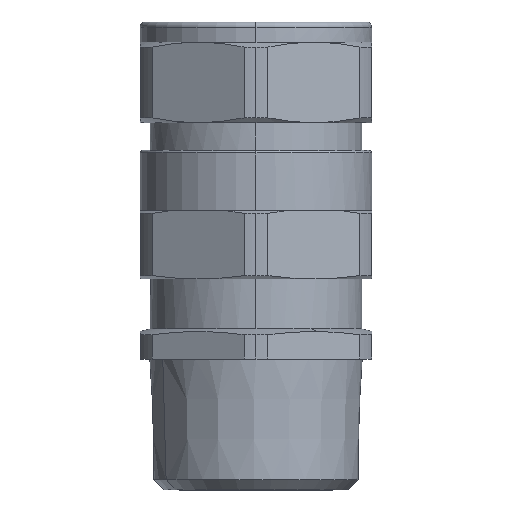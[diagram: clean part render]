
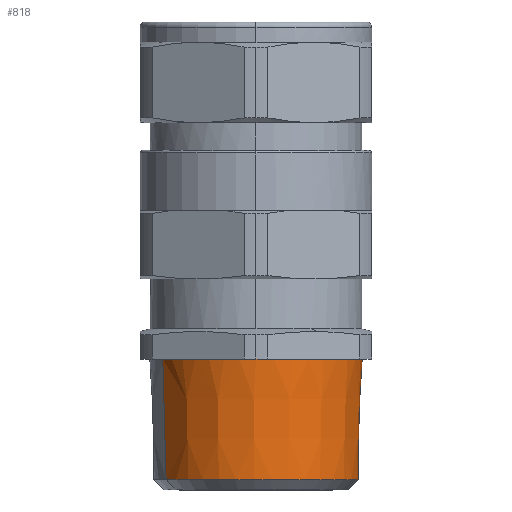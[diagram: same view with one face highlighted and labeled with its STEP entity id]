
A CAD part, front view. The second image highlights one B-rep face of the part: STEP entity #818.
In plain terms, the highlighted conical face has half-angle 1.78 degrees and reference radius 20.272 mm.
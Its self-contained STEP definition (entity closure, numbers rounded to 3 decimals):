
#588=AXIS2_PLACEMENT_3D('Circle Axis2P3D',#586,#587,$) ;
#595=AXIS2_PLACEMENT_3D('Circle Axis2P3D',#593,#594,$) ;
#804=AXIS2_PLACEMENT_3D('Cone Axis2P3D',#801,#802,#803) ;
#808=AXIS2_PLACEMENT_3D('Circle Axis2P3D',#806,#807,$) ;
#581=CARTESIAN_POINT('Vertex',(4.501,15.194,26.)) ;
#586=CARTESIAN_POINT('Axis2P3D Location',(23.,25.3,26.)) ;
#590=CARTESIAN_POINT('Vertex',(23.,4.22,26.)) ;
#593=CARTESIAN_POINT('Axis2P3D Location',(23.,25.3,26.)) ;
#597=CARTESIAN_POINT('Vertex',(41.499,35.406,26.)) ;
#766=CARTESIAN_POINT('Line Origine',(-13615.57,-7425.485,499432.573)) ;
#770=CARTESIAN_POINT('Vertex',(5.153,15.55,2.064)) ;
#773=CARTESIAN_POINT('Line Origine',(13661.57,7476.085,499432.573)) ;
#777=CARTESIAN_POINT('Vertex',(40.847,35.05,2.064)) ;
#801=CARTESIAN_POINT('Axis2P3D Location',(23.,25.3,0.)) ;
#806=CARTESIAN_POINT('Axis2P3D Location',(23.,25.3,2.064)) ;
#587=DIRECTION('Axis2P3D Direction',(0.,0.,-1.)) ;
#594=DIRECTION('Axis2P3D Direction',(0.,0.,-1.)) ;
#767=DIRECTION('Vector Direction',(-0.027,-0.015,1.)) ;
#774=DIRECTION('Vector Direction',(0.027,0.015,1.)) ;
#802=DIRECTION('Axis2P3D Direction',(0.,0.,1.)) ;
#803=DIRECTION('Axis2P3D XDirection',(-0.878,-0.479,0.)) ;
#807=DIRECTION('Axis2P3D Direction',(0.,0.,1.)) ;
#768=VECTOR('Line Direction',#767,1.) ;
#775=VECTOR('Line Direction',#774,1.) ;
#812=ORIENTED_EDGE('',*,*,#779,.T.) ;
#813=ORIENTED_EDGE('',*,*,#599,.T.) ;
#814=ORIENTED_EDGE('',*,*,#592,.T.) ;
#815=ORIENTED_EDGE('',*,*,#772,.F.) ;
#816=ORIENTED_EDGE('',*,*,#810,.T.) ;
#818=ADVANCED_FACE('PartBody',(#817),#805,.T.) ;
#589=CIRCLE('generated circle',#588,21.08) ;
#596=CIRCLE('generated circle',#595,21.08) ;
#809=CIRCLE('generated circle',#808,20.336) ;
#805=CONICAL_SURFACE('Cone',#804,20.272,0.031) ;
#592=EDGE_CURVE('',#591,#582,#589,.T.) ;
#599=EDGE_CURVE('',#598,#591,#596,.T.) ;
#772=EDGE_CURVE('',#771,#582,#769,.T.) ;
#779=EDGE_CURVE('',#778,#598,#776,.T.) ;
#810=EDGE_CURVE('',#771,#778,#809,.T.) ;
#811=EDGE_LOOP('',(#812,#813,#814,#815,#816)) ;
#817=FACE_OUTER_BOUND('',#811,.T.) ;
#769=LINE('Line',#766,#768) ;
#776=LINE('Line',#773,#775) ;
#582=VERTEX_POINT('',#581) ;
#591=VERTEX_POINT('',#590) ;
#598=VERTEX_POINT('',#597) ;
#771=VERTEX_POINT('',#770) ;
#778=VERTEX_POINT('',#777) ;
